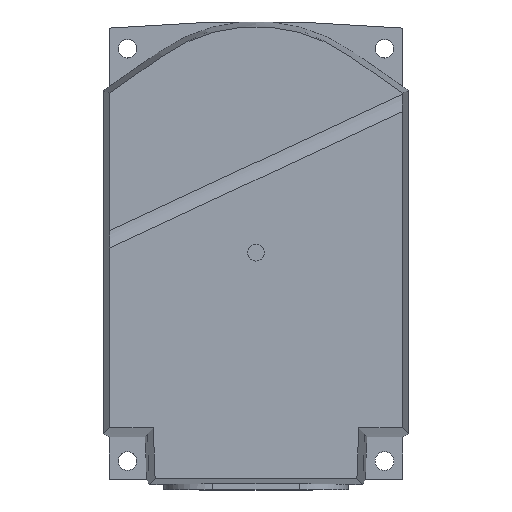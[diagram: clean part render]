
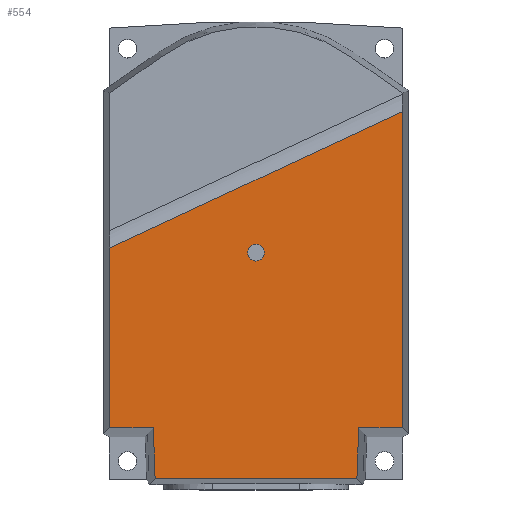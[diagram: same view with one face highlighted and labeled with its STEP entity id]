
A CAD part, top view. The second image highlights one B-rep face of the part: STEP entity #554.
In plain terms, the highlighted planar face has unit normal (0, 0, 1).
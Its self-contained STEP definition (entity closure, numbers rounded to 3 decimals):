
#402=FACE_BOUND('',#793,.T.);
#403=FACE_BOUND('',#794,.T.);
#481=CIRCLE('',#1846,2.5);
#554=ADVANCED_FACE('',(#402,#403),#619,.T.);
#619=PLANE('',#1847);
#793=EDGE_LOOP('',(#1088));
#794=EDGE_LOOP('',(#1089,#1090,#1091,#1092,#1093,#1094,#1095,#1096));
#1088=ORIENTED_EDGE('',*,*,#1465,.T.);
#1089=ORIENTED_EDGE('',*,*,#1466,.T.);
#1090=ORIENTED_EDGE('',*,*,#1467,.T.);
#1091=ORIENTED_EDGE('',*,*,#1468,.T.);
#1092=ORIENTED_EDGE('',*,*,#1469,.F.);
#1093=ORIENTED_EDGE('',*,*,#1459,.F.);
#1094=ORIENTED_EDGE('',*,*,#1457,.F.);
#1095=ORIENTED_EDGE('',*,*,#1470,.F.);
#1096=ORIENTED_EDGE('',*,*,#1454,.T.);
#1293=VERTEX_POINT('',#2618);
#1294=VERTEX_POINT('',#2620);
#1295=VERTEX_POINT('',#2624);
#1296=VERTEX_POINT('',#2626);
#1297=VERTEX_POINT('',#2630);
#1301=VERTEX_POINT('',#2642);
#1302=VERTEX_POINT('',#2644);
#1303=VERTEX_POINT('',#2646);
#1304=VERTEX_POINT('',#2648);
#1454=EDGE_CURVE('',#1294,#1293,#1579,.T.);
#1457=EDGE_CURVE('',#1295,#1296,#1582,.T.);
#1459=EDGE_CURVE('',#1296,#1297,#1584,.T.);
#1465=EDGE_CURVE('',#1301,#1301,#481,.T.);
#1466=EDGE_CURVE('',#1293,#1302,#1589,.T.);
#1467=EDGE_CURVE('',#1302,#1303,#1590,.T.);
#1468=EDGE_CURVE('',#1303,#1304,#1591,.T.);
#1469=EDGE_CURVE('',#1297,#1304,#1592,.T.);
#1470=EDGE_CURVE('',#1294,#1295,#1593,.T.);
#1579=LINE('',#2619,#1693);
#1582=LINE('',#2625,#1696);
#1584=LINE('',#2629,#1698);
#1589=LINE('',#2643,#1703);
#1590=LINE('',#2645,#1704);
#1591=LINE('',#2647,#1705);
#1592=LINE('',#2649,#1706);
#1593=LINE('',#2650,#1707);
#1693=VECTOR('',#2182,1.);
#1696=VECTOR('',#2187,1.);
#1698=VECTOR('',#2191,1.);
#1703=VECTOR('',#2204,1.);
#1704=VECTOR('',#2205,1.);
#1705=VECTOR('',#2206,1.);
#1706=VECTOR('',#2207,1.);
#1707=VECTOR('',#2208,1.);
#1846=AXIS2_PLACEMENT_3D('',#2641,#2202,#2203);
#1847=AXIS2_PLACEMENT_3D('',#2651,#2209,#2210);
#2182=DIRECTION('',(1.,0.,0.));
#2187=DIRECTION('',(-1.,0.,0.));
#2191=DIRECTION('',(0.,1.,0.));
#2202=DIRECTION('',(0.,0.,-1.));
#2203=DIRECTION('',(-1.,0.,0.));
#2204=DIRECTION('',(0.035,0.999,0.));
#2205=DIRECTION('',(1.,0.,0.));
#2206=DIRECTION('',(0.,1.,0.));
#2207=DIRECTION('',(0.906,0.423,0.));
#2208=DIRECTION('',(-0.035,0.999,0.));
#2209=DIRECTION('',(0.,0.,1.));
#2210=DIRECTION('',(1.,0.,0.));
#2618=CARTESIAN_POINT('',(29.856,1.702,66.));
#2619=CARTESIAN_POINT('',(-31.5,1.702,66.));
#2620=CARTESIAN_POINT('',(-29.856,1.702,66.));
#2624=CARTESIAN_POINT('',(-30.38,16.702,66.));
#2625=CARTESIAN_POINT('',(-32.024,16.702,66.));
#2626=CARTESIAN_POINT('',(-43.298,16.702,66.));
#2629=CARTESIAN_POINT('',(-43.298,87.,66.));
#2630=CARTESIAN_POINT('',(-43.298,69.831,66.));
#2641=CARTESIAN_POINT('',(0.,68.5,66.));
#2642=CARTESIAN_POINT('',(-2.5,68.5,66.));
#2643=CARTESIAN_POINT('',(29.799,0.059,66.));
#2644=CARTESIAN_POINT('',(30.38,16.702,66.));
#2645=CARTESIAN_POINT('',(0.,16.702,66.));
#2646=CARTESIAN_POINT('',(43.298,16.702,66.));
#2647=CARTESIAN_POINT('',(43.298,15.,66.));
#2648=CARTESIAN_POINT('',(43.298,110.212,66.));
#2649=CARTESIAN_POINT('',(-48.757,67.286,66.));
#2650=CARTESIAN_POINT('',(-32.795,85.855,66.));
#2651=CARTESIAN_POINT('',(0.,87.,66.));
